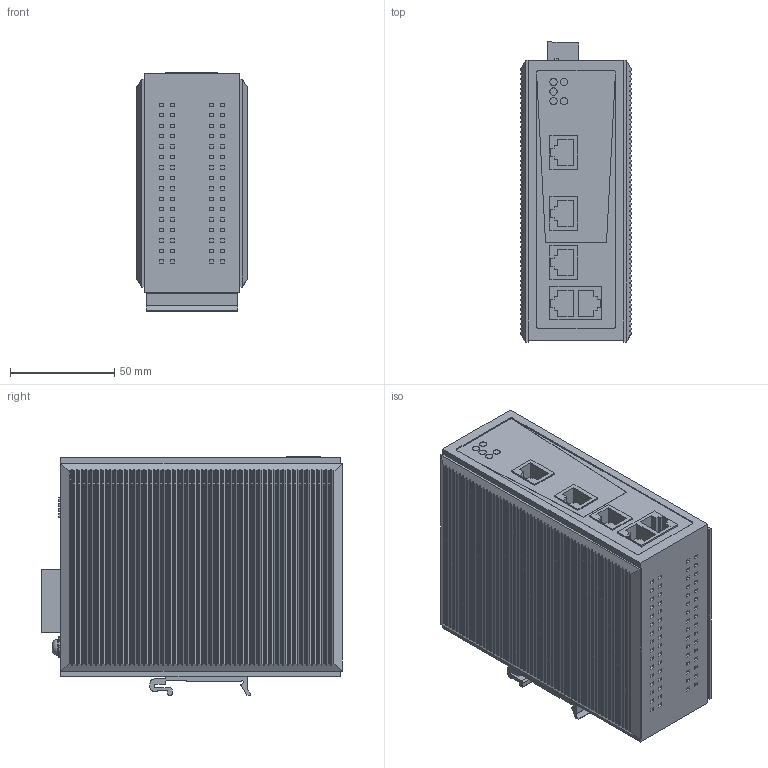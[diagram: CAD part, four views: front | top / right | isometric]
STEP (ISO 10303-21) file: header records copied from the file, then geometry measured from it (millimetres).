
FILE_DESCRIPTION(('CATIA V5 STEP Exchange','CAx-IF Rec.Pracs.--- Model Styling and Organization---1.4--- 2014-01-23'),'2;1');
FILE_NAME ('8876365_5_1504310000_S3D_IE_SW_VL05M_VL05MT_5TX.stp','2020-03-10T13:48:33+00:00',('none'),('Weidmueller'),'CATIA Version 5-6 Release 2016 SP3 HF44','CATIA V5 STEP AP214','none');
FILE_SCHEMA(('AUTOMOTIVE_DESIGN { 1 0 10303 214 1 1 1 1 }'));
Products named in the file (1): S3D_IE_SW_VL05M_VL05MT_5TX
Bounding box: 52.85 x 144.19 x 114.1 mm (x, y, z)
Volume: 727405.4 mm3; surface area: 136804.6 mm2
Topology: 28 solids, 28 shells, 1578 faces, 4133 edges, 2748 vertices
Faces by surface type: plane 1194, extrusion 289, cylinder 93, torus 2
Entity records: 55469 total; most frequent: CARTESIAN_POINT 17783, ORIENTED_EDGE 8266, DIRECTION 5531, EDGE_CURVE 4133, VECTOR 3559, LINE 3270, VERTEX_POINT 2748, EDGE_LOOP 1729
